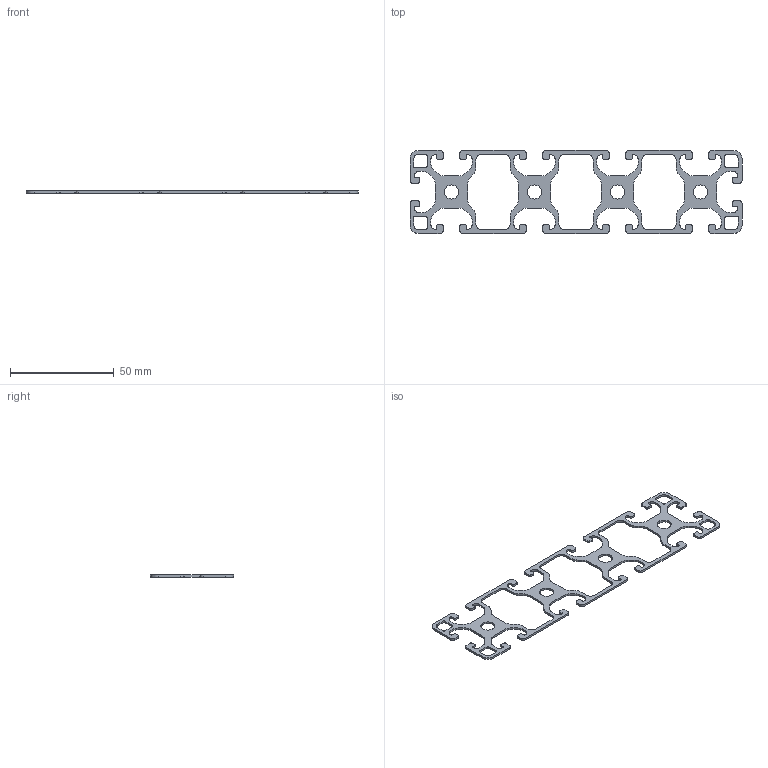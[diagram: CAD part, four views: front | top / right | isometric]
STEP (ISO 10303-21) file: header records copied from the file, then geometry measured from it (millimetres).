
FILE_DESCRIPTION(/* description */ ('ISB Aluminum Profile 40x160-L'),/* implementation_level */ '2;1');
FILE_NAME(/* name */ '1007491.ipt.stp',/* time_stamp */ '2020-04-01T16:44:50+02:00',/* author */ (''),/* organization */ ('COOMACH'),/* preprocessor_version */ 'ST-DEVELOPER v16.5',/* originating_system */ 'Autodesk Inventor 2017',/* authorisation */ '');
FILE_SCHEMA (('AUTOMOTIVE_DESIGN { 1 0 10303 214 3 1 1 }'));
Length unit declared in the file: millimetre
Products named in the file (1): 1007491
Bounding box: 160 x 40 x 1 mm (x, y, z)
Volume: 2120.4 mm3; surface area: 5605.5 mm2
Topology: 1 solids, 1 shells, 378 faces, 1128 edges, 752 vertices
Faces by surface type: cylinder 200, plane 178
Full cylindrical faces by diameter (mm): 6.8 x4
Entity records: 12886 total; most frequent: DIRECTION 2282, CARTESIAN_POINT 2255, ORIENTED_EDGE 2248, EDGE_CURVE 1124, AXIS2_PLACEMENT_3D 779, VERTEX_POINT 752, LINE 724, VECTOR 724
